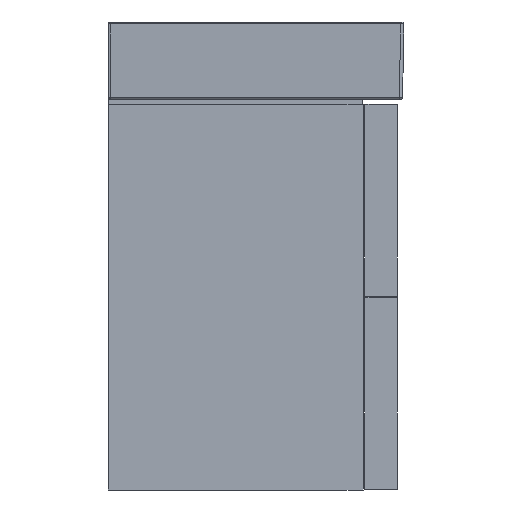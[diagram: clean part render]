
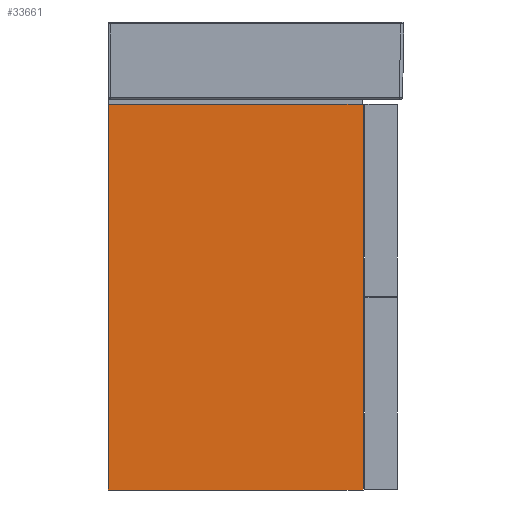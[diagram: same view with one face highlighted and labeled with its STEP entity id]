
A CAD part, left-side view. The second image highlights one B-rep face of the part: STEP entity #33661.
In plain terms, the highlighted planar face has unit normal (-1, 0, 0).
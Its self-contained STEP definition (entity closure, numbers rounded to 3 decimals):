
#799=PLANE('',#37789);
#2809=FACE_OUTER_BOUND('',#4475,.T.);
#4475=EDGE_LOOP('',(#27536,#27537,#27538,#27539));
#7590=LINE('',#120006,#10611);
#7593=LINE('',#120012,#10614);
#7594=LINE('',#120015,#10615);
#7595=LINE('',#120016,#10616);
#10611=VECTOR('',#43500,1.);
#10614=VECTOR('',#43505,1.);
#10615=VECTOR('',#43508,1.);
#10616=VECTOR('',#43509,1.);
#16909=VERTEX_POINT('',#120000);
#16911=VERTEX_POINT('',#120004);
#16913=VERTEX_POINT('',#120010);
#16914=VERTEX_POINT('',#120014);
#21706=EDGE_CURVE('',#16909,#16911,#7590,.T.);
#21709=EDGE_CURVE('',#16913,#16911,#7593,.T.);
#21710=EDGE_CURVE('',#16913,#16914,#7594,.T.);
#21711=EDGE_CURVE('',#16914,#16909,#7595,.T.);
#27536=ORIENTED_EDGE('',*,*,#21706,.T.);
#27537=ORIENTED_EDGE('',*,*,#21709,.F.);
#27538=ORIENTED_EDGE('',*,*,#21710,.T.);
#27539=ORIENTED_EDGE('',*,*,#21711,.T.);
#33661=ADVANCED_FACE('',(#2809),#799,.F.);
#37789=AXIS2_PLACEMENT_3D('',#120013,#43506,#43507);
#43500=DIRECTION('',(0.,0.,-1.));
#43505=DIRECTION('',(0.,1.,0.));
#43506=DIRECTION('center_axis',(1.,0.,0.));
#43507=DIRECTION('ref_axis',(0.,1.,0.));
#43508=DIRECTION('',(0.,0.,1.));
#43509=DIRECTION('',(0.,1.,0.));
#120000=CARTESIAN_POINT('',(-16321.297,-24122.745,-1826.086));
#120004=CARTESIAN_POINT('',(-16321.297,-24122.745,-2426.086));
#120006=CARTESIAN_POINT('',(-16321.297,-24122.745,-2426.086));
#120010=CARTESIAN_POINT('',(-16321.297,-24519.245,-2426.086));
#120012=CARTESIAN_POINT('',(-16321.297,-24519.245,-2426.086));
#120013=CARTESIAN_POINT('Origin',(-16321.297,-24519.245,-2426.086));
#120014=CARTESIAN_POINT('',(-16321.297,-24519.245,-1826.086));
#120015=CARTESIAN_POINT('',(-16321.297,-24519.245,-2426.086));
#120016=CARTESIAN_POINT('',(-16321.297,-24302.245,-1826.086));
